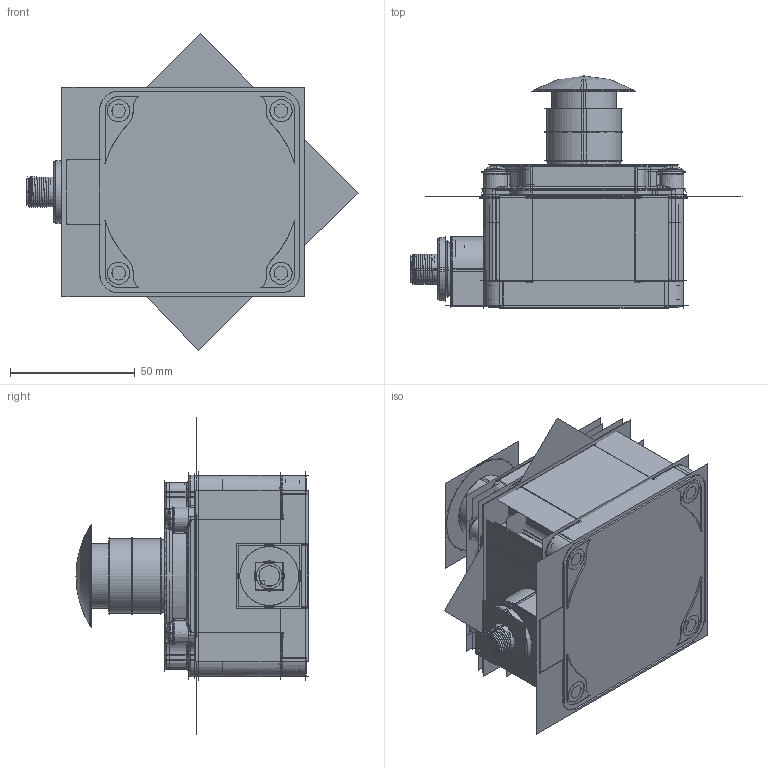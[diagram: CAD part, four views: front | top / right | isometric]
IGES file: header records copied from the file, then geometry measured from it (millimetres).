
Start section:  PTC IGES file: 169321.igs
Global section: file name: 169321.igs; native system: Pro/ENGINEER by Parametric Technology Corporation; preprocessor: 2009141; author: banengservice; organization: Unknown; date: 20130116.120835; units: millimetre
Bounding box: 132.95 x 92.95 x 126.69 mm (x, y, z)
Volume: 113433.6 mm3; surface area: 527678.3 mm2
Topology: 10 solids, 14 shells, 1672 faces, 8514 edges, 10878 vertices
Faces by surface type: revolution 1082, bspline 590
